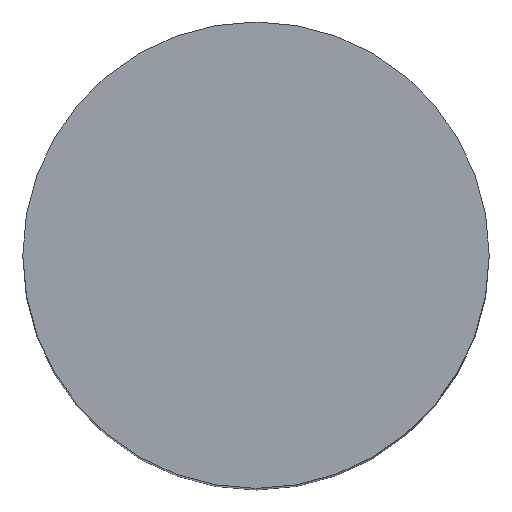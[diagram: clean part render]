
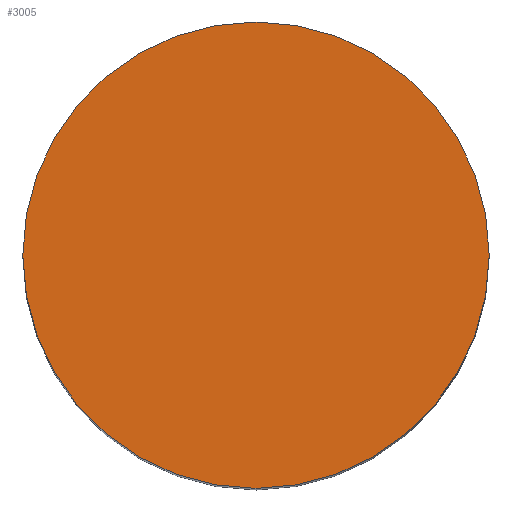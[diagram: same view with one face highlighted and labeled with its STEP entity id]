
A CAD part, top view. The second image highlights one B-rep face of the part: STEP entity #3005.
In plain terms, the highlighted planar face has unit normal (0, 0, 1).
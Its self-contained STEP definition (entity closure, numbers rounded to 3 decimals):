
#2 = DIRECTION ( 'NONE',  ( 1., 0., 0. ) ) ;
#54 = EDGE_LOOP ( 'NONE', ( #2914, #1120 ) ) ;
#90 = VERTEX_POINT ( 'NONE', #3117 ) ;
#349 = CARTESIAN_POINT ( 'NONE',  ( 0., 0., 100. ) ) ;
#912 = DIRECTION ( 'NONE',  ( -1., 0., 0. ) ) ;
#1013 = EDGE_CURVE ( 'NONE', #2023, #90, #1038, .T. ) ;
#1038 = CIRCLE ( 'NONE', #2359, 16.25 ) ;
#1120 = ORIENTED_EDGE ( 'NONE', *, *, #1013, .F. ) ;
#1349 = AXIS2_PLACEMENT_3D ( 'NONE', #349, #2386, #1433 ) ;
#1364 = CARTESIAN_POINT ( 'NONE',  ( 0., 0., 100. ) ) ;
#1433 = DIRECTION ( 'NONE',  ( -1., 0., 0. ) ) ;
#1527 = PLANE ( 'NONE',  #2602 ) ;
#1948 = EDGE_CURVE ( 'NONE', #90, #2023, #1961, .T. ) ;
#1961 = CIRCLE ( 'NONE', #1349, 16.25 ) ;
#2015 = FACE_OUTER_BOUND ( 'NONE', #54, .T. ) ;
#2023 = VERTEX_POINT ( 'NONE', #2186 ) ;
#2139 = DIRECTION ( 'NONE',  ( 0., 0., -1. ) ) ;
#2186 = CARTESIAN_POINT ( 'NONE',  ( 16.25, 0., 100. ) ) ;
#2359 = AXIS2_PLACEMENT_3D ( 'NONE', #1364, #2139, #912 ) ;
#2386 = DIRECTION ( 'NONE',  ( 0., 0., -1. ) ) ;
#2572 = CARTESIAN_POINT ( 'NONE',  ( 0., 16.25, 100. ) ) ;
#2602 = AXIS2_PLACEMENT_3D ( 'NONE', #2572, #3274, #2 ) ;
#2914 = ORIENTED_EDGE ( 'NONE', *, *, #1948, .F. ) ;
#3005 = ADVANCED_FACE ( 'NONE', ( #2015 ), #1527, .T. ) ;
#3117 = CARTESIAN_POINT ( 'NONE',  ( -16.25, 0., 100. ) ) ;
#3274 = DIRECTION ( 'NONE',  ( 0., 0., 1. ) ) ;
